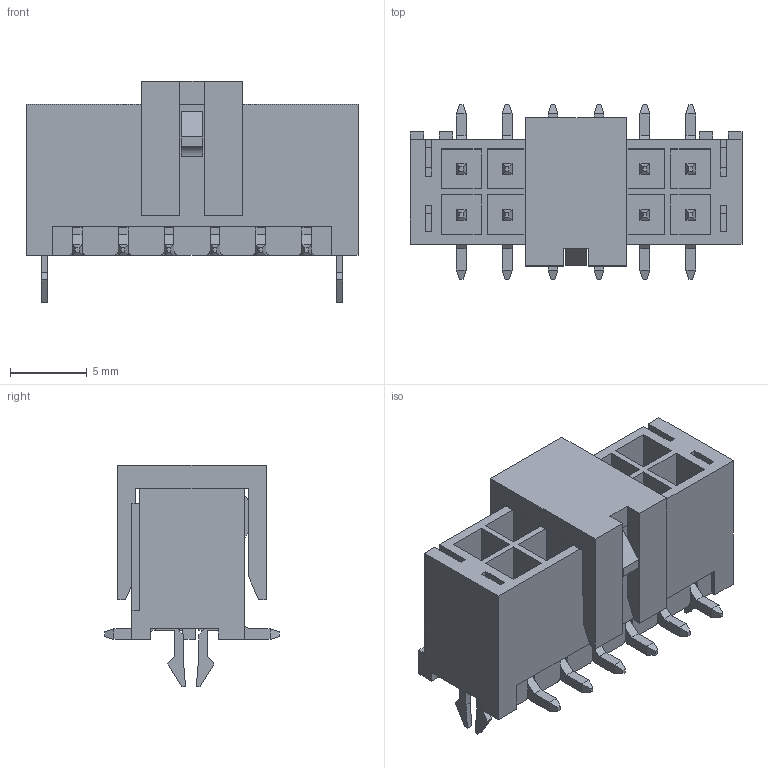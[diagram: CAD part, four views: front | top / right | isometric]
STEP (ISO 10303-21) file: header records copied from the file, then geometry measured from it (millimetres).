
FILE_DESCRIPTION(/* description */ ('Unknown'),/* implementation_level */ '2;1');
FILE_NAME(/* name */ '662312235922',/* time_stamp */ '2017-07-06T09:57:13+02:00',/* author */ ('Unknown'),/* organization */ ('Unknown'),/* preprocessor_version */ 'ST-DEVELOPER v16.7',/* originating_system */ 'DEX',/* authorisation */ $);
FILE_SCHEMA (('AUTOMOTIVE_DESIGN {1 0 10303 214 3 1 1}'));
Length unit declared in the file: millimetre
Products named in the file (5): 6623xx235922; 662012235922; 6620xx235922; 6623xx231822_Cap1; 6620xx235922_PIN
Assembly tree (16 placements, depth 2):
  6623xx235922
    662012235922
    6620xx235922  x2
    6623xx231822_Cap1
    6620xx235922_PIN  x12
Bounding box: 21.7 x 11.4 x 14.5 mm (x, y, z)
Volume: 1025.5 mm3; surface area: 2971.2 mm2
Topology: 16 solids, 16 shells, 713 faces, 1960 edges, 1274 vertices
Faces by surface type: plane 674, cylinder 39
Entity records: 13487 total; most frequent: CARTESIAN_POINT 2400, ORIENTED_EDGE 2380, DIRECTION 2084, EDGE_CURVE 1190, LINE 1136, VECTOR 1136, VERTEX_POINT 790, AXIS2_PLACEMENT_3D 474
